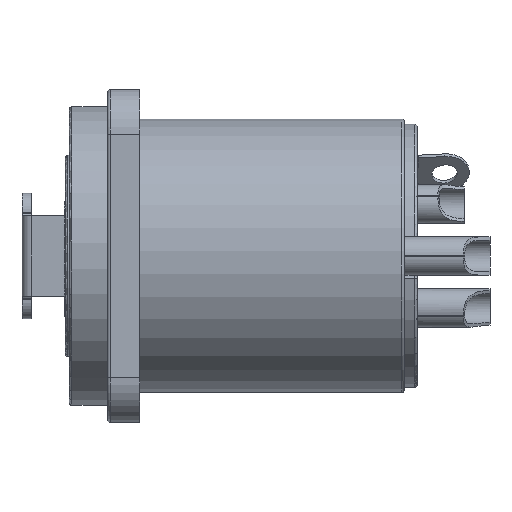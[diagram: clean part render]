
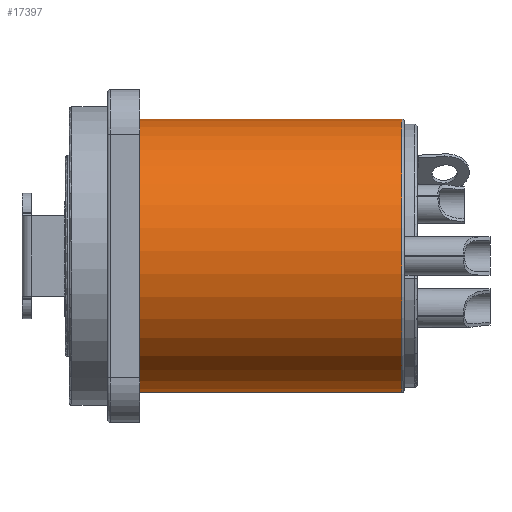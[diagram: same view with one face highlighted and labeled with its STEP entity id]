
A CAD part, front view. The second image highlights one B-rep face of the part: STEP entity #17397.
In plain terms, the highlighted cylindrical face has radius 10.7 mm (diameter 21.4 mm), a partial arc.
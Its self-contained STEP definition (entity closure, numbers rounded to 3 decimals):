
#665=CYLINDRICAL_SURFACE('',#18518,10.7);
#1454=LINE('',#26458,#3054);
#1460=LINE('',#26474,#3060);
#3054=VECTOR('',#20935,20.8);
#3060=VECTOR('',#20953,20.8);
#4892=FACE_OUTER_BOUND('',#5866,.T.);
#5866=EDGE_LOOP('',(#13797,#13798,#13799,#13800));
#6719=CIRCLE('',#18505,10.7);
#6726=CIRCLE('',#18519,10.7);
#8120=VERTEX_POINT('',#26376);
#8126=VERTEX_POINT('',#26409);
#8137=VERTEX_POINT('',#26457);
#8141=VERTEX_POINT('',#26473);
#10192=EDGE_CURVE('',#8120,#8126,#6719,.T.);
#10208=EDGE_CURVE('',#8137,#8126,#1454,.T.);
#10218=EDGE_CURVE('',#8141,#8120,#1460,.T.);
#10219=EDGE_CURVE('',#8137,#8141,#6726,.T.);
#13797=ORIENTED_EDGE('',*,*,#10192,.F.);
#13798=ORIENTED_EDGE('',*,*,#10218,.F.);
#13799=ORIENTED_EDGE('',*,*,#10219,.F.);
#13800=ORIENTED_EDGE('',*,*,#10208,.T.);
#17397=ADVANCED_FACE('',(#4892),#665,.T.);
#18505=AXIS2_PLACEMENT_3D('',#26413,#20908,#20909);
#18518=AXIS2_PLACEMENT_3D('',#26472,#20951,#20952);
#18519=AXIS2_PLACEMENT_3D('',#26475,#20954,#20955);
#20908=DIRECTION('center_axis',(0.,0.,1.));
#20909=DIRECTION('ref_axis',(0.976,0.216,0.));
#20935=DIRECTION('',(0.,0.,1.));
#20951=DIRECTION('center_axis',(0.,0.,1.));
#20952=DIRECTION('ref_axis',(0.174,0.985,0.));
#20953=DIRECTION('',(0.,0.,1.));
#20954=DIRECTION('center_axis',(0.,0.,-1.));
#20955=DIRECTION('ref_axis',(0.174,0.985,0.));
#26376=CARTESIAN_POINT('',(-1.858,-10.537,23.));
#26409=CARTESIAN_POINT('',(-6.137,8.765,23.));
#26413=CARTESIAN_POINT('Origin',(0.,0.,23.));
#26457=CARTESIAN_POINT('',(-6.137,8.765,2.2));
#26458=CARTESIAN_POINT('',(-6.137,8.765,2.2));
#26472=CARTESIAN_POINT('Origin',(0.,0.,2.2));
#26473=CARTESIAN_POINT('',(-1.858,-10.537,2.2));
#26474=CARTESIAN_POINT('',(-1.858,-10.537,2.2));
#26475=CARTESIAN_POINT('Origin',(0.,0.,2.2));
